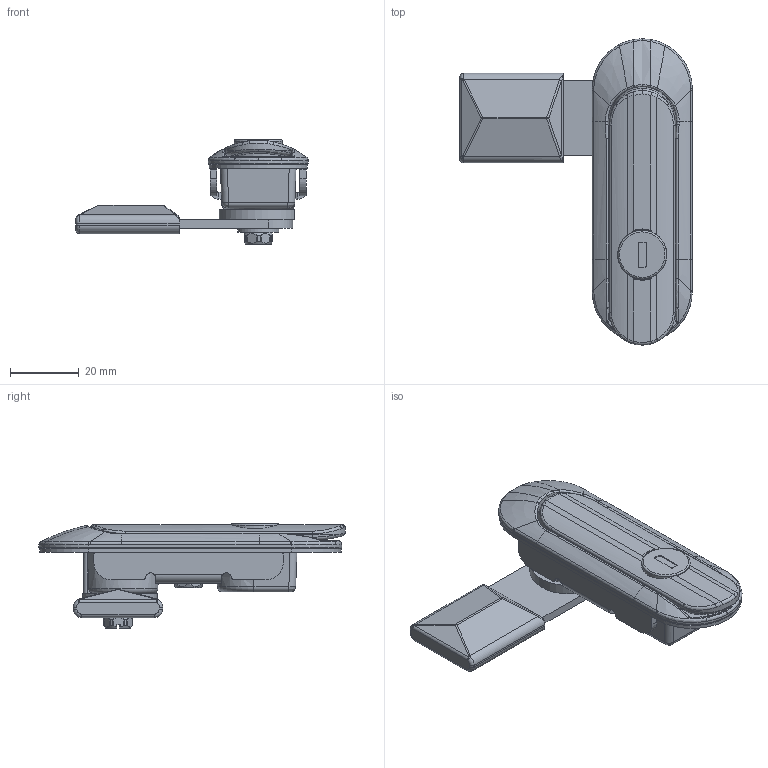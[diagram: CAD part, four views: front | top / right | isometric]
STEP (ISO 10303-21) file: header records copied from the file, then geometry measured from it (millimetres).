
FILE_DESCRIPTION(/* description */ (''),/* implementation_level */ '2;1');
FILE_NAME(/* name */ 'AF3283-1-N.stp',/* time_stamp */ '2025-05-28T15:27:02+09:00',/* author */ ('user'),/* organization */ (''),/* preprocessor_version */ 'ST-DEVELOPER v15.6',/* originating_system */ 'Autodesk Inventor 2015',/* authorisation */ '');
FILE_SCHEMA (('AUTOMOTIVE_DESIGN { 1 0 10303 214 3 1 1 }'));
Products named in the file (17): 본체_B; 본체_A; 본체_C; 연결핀.; 방향전환와샤; AF3283-1-Braket; 본체 브라켓; 볼트_1; 패킹_B; 볼트_2; 키커버; 키코어; 본체3; 연결핀; 와샤_1; AF3283-1-N
Bounding box: 67.5 x 89 x 30.4 mm (x, y, z)
Volume: 27535.2 mm3; surface area: 31071.7 mm2
Topology: 16 solids, 16 shells, 1016 faces, 2643 edges, 1665 vertices
Faces by surface type: plane 461, cylinder 262, bspline 193, torus 52, cone 36, sphere 12
Full cylindrical faces by diameter (mm): 1 x1, 3.1 x4, 4 x1, 4.3 x1, 4.5 x1, 4.7 x1, 5 x1, 5.5 x1, 10.8 x1, 11 x1, 11.2 x1, 11.4 x1, 12 x1, 13.1 x1, 13.2 x1, 14 x1, 14.3 x1, 14.4 x1, 17 x1, 18.35 x1
Entity records: 47242 total; most frequent: CARTESIAN_POINT 22154, ORIENTED_EDGE 5142, DIRECTION 4819, EDGE_CURVE 2571, AXIS2_PLACEMENT_3D 1840, VERTEX_POINT 1642, LINE 1139, VECTOR 1139
